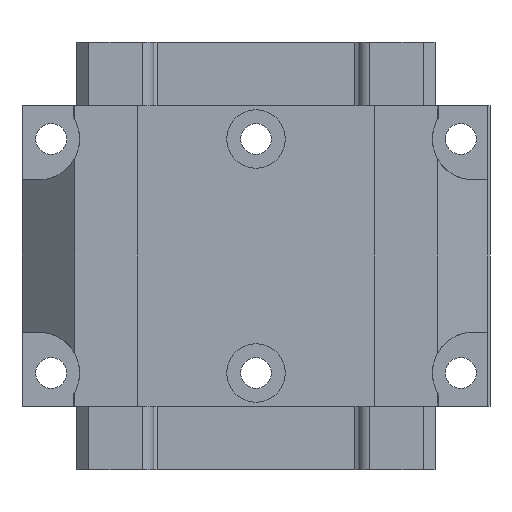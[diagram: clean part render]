
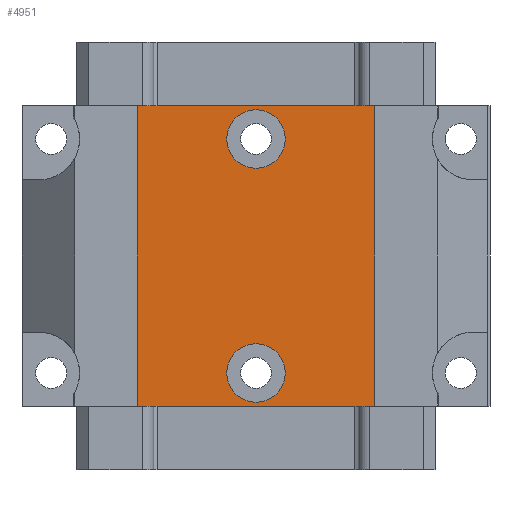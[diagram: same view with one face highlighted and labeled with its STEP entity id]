
A CAD part, front view. The second image highlights one B-rep face of the part: STEP entity #4951.
In plain terms, the highlighted planar face has unit normal (0, -1, 0).
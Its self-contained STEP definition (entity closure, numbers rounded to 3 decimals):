
#43 = DIRECTION ( 'NONE',  ( 0., 0., 1. ) ) ;
#234 = DIRECTION ( 'NONE',  ( 0., 0., 1. ) ) ;
#271 = EDGE_CURVE ( 'NONE', #2994, #748, #7566, .T. ) ;
#405 = CIRCLE ( 'NONE', #4888, 5. ) ;
#458 = DIRECTION ( 'NONE',  ( -1., 0., 0. ) ) ;
#476 = AXIS2_PLACEMENT_3D ( 'NONE', #5479, #2480, #43 ) ;
#674 = EDGE_LOOP ( 'NONE', ( #5106, #6219 ) ) ;
#699 = CARTESIAN_POINT ( 'NONE',  ( -20.3, -8., -25.65 ) ) ;
#748 = VERTEX_POINT ( 'NONE', #699 ) ;
#921 = CARTESIAN_POINT ( 'NONE',  ( 0., -8., -25. ) ) ;
#969 = DIRECTION ( 'NONE',  ( 0., 0., 1. ) ) ;
#1366 = ORIENTED_EDGE ( 'NONE', *, *, #1832, .F. ) ;
#1518 = DIRECTION ( 'NONE',  ( 0., -1., 0. ) ) ;
#1639 = VECTOR ( 'NONE', #2450, 1000. ) ;
#1649 = VECTOR ( 'NONE', #458, 1000. ) ;
#1825 = VERTEX_POINT ( 'NONE', #2816 ) ;
#1832 = EDGE_CURVE ( 'NONE', #6169, #1825, #405, .T. ) ;
#1841 = PLANE ( 'NONE',  #476 ) ;
#1933 = AXIS2_PLACEMENT_3D ( 'NONE', #4507, #1518, #234 ) ;
#2000 = DIRECTION ( 'NONE',  ( 0., -1., 0. ) ) ;
#2013 = VERTEX_POINT ( 'NONE', #2296 ) ;
#2077 = DIRECTION ( 'NONE',  ( 0., 0., 1. ) ) ;
#2221 = ORIENTED_EDGE ( 'NONE', *, *, #271, .F. ) ;
#2243 = CARTESIAN_POINT ( 'NONE',  ( 0., -8., 15. ) ) ;
#2250 = AXIS2_PLACEMENT_3D ( 'NONE', #6836, #2000, #6784 ) ;
#2296 = CARTESIAN_POINT ( 'NONE',  ( 20.3, -8., 25.65 ) ) ;
#2385 = CARTESIAN_POINT ( 'NONE',  ( 0., -8., 20. ) ) ;
#2450 = DIRECTION ( 'NONE',  ( 0., 0., -1. ) ) ;
#2480 = DIRECTION ( 'NONE',  ( 0., 1., 0. ) ) ;
#2816 = CARTESIAN_POINT ( 'NONE',  ( 0., -8., -15. ) ) ;
#2994 = VERTEX_POINT ( 'NONE', #3107 ) ;
#3005 = DIRECTION ( 'NONE',  ( 0., -1., 0. ) ) ;
#3107 = CARTESIAN_POINT ( 'NONE',  ( 20.3, -8., -25.65 ) ) ;
#3334 = CIRCLE ( 'NONE', #1933, 5. ) ;
#3435 = VECTOR ( 'NONE', #4898, 1000. ) ;
#3613 = VECTOR ( 'NONE', #2077, 1000. ) ;
#3729 = CARTESIAN_POINT ( 'NONE',  ( -20.3, -8., 25.65 ) ) ;
#3751 = VERTEX_POINT ( 'NONE', #4741 ) ;
#4081 = CARTESIAN_POINT ( 'NONE',  ( 20.3, -8., -25.65 ) ) ;
#4214 = DIRECTION ( 'NONE',  ( 0., 0., 1. ) ) ;
#4240 = EDGE_CURVE ( 'NONE', #3751, #6413, #6924, .T. ) ;
#4396 = EDGE_CURVE ( 'NONE', #5555, #2013, #5042, .T. ) ;
#4482 = CIRCLE ( 'NONE', #2250, 5. ) ;
#4507 = CARTESIAN_POINT ( 'NONE',  ( 0., -8., 20. ) ) ;
#4559 = EDGE_CURVE ( 'NONE', #1825, #6169, #4482, .T. ) ;
#4741 = CARTESIAN_POINT ( 'NONE',  ( 0., -8., 25. ) ) ;
#4858 = EDGE_CURVE ( 'NONE', #2013, #2994, #7194, .T. ) ;
#4888 = AXIS2_PLACEMENT_3D ( 'NONE', #7581, #6915, #969 ) ;
#4898 = DIRECTION ( 'NONE',  ( 1., 0., 0. ) ) ;
#4951 = ADVANCED_FACE ( 'NONE', ( #6251, #7097, #5803 ), #1841, .F. ) ;
#5042 = LINE ( 'NONE', #6067, #3435 ) ;
#5106 = ORIENTED_EDGE ( 'NONE', *, *, #4240, .F. ) ;
#5172 = EDGE_CURVE ( 'NONE', #6413, #3751, #3334, .T. ) ;
#5240 = EDGE_CURVE ( 'NONE', #748, #5555, #6159, .T. ) ;
#5479 = CARTESIAN_POINT ( 'NONE',  ( 20.3, -8., -30.78 ) ) ;
#5555 = VERTEX_POINT ( 'NONE', #3729 ) ;
#5749 = ORIENTED_EDGE ( 'NONE', *, *, #4858, .F. ) ;
#5803 = FACE_OUTER_BOUND ( 'NONE', #6435, .T. ) ;
#5813 = ORIENTED_EDGE ( 'NONE', *, *, #4559, .F. ) ;
#5882 = EDGE_LOOP ( 'NONE', ( #5813, #1366 ) ) ;
#6011 = CARTESIAN_POINT ( 'NONE',  ( 20.3, -8., -30.78 ) ) ;
#6067 = CARTESIAN_POINT ( 'NONE',  ( 20.3, -8., 25.65 ) ) ;
#6120 = AXIS2_PLACEMENT_3D ( 'NONE', #2385, #3005, #4214 ) ;
#6159 = LINE ( 'NONE', #6274, #3613 ) ;
#6169 = VERTEX_POINT ( 'NONE', #921 ) ;
#6219 = ORIENTED_EDGE ( 'NONE', *, *, #5172, .F. ) ;
#6251 = FACE_BOUND ( 'NONE', #674, .T. ) ;
#6274 = CARTESIAN_POINT ( 'NONE',  ( -20.3, -8., -30.78 ) ) ;
#6413 = VERTEX_POINT ( 'NONE', #2243 ) ;
#6435 = EDGE_LOOP ( 'NONE', ( #6965, #6746, #2221, #5749 ) ) ;
#6746 = ORIENTED_EDGE ( 'NONE', *, *, #5240, .F. ) ;
#6784 = DIRECTION ( 'NONE',  ( 0., 0., 1. ) ) ;
#6836 = CARTESIAN_POINT ( 'NONE',  ( 0., -8., -20. ) ) ;
#6915 = DIRECTION ( 'NONE',  ( 0., -1., 0. ) ) ;
#6924 = CIRCLE ( 'NONE', #6120, 5. ) ;
#6965 = ORIENTED_EDGE ( 'NONE', *, *, #4396, .F. ) ;
#7097 = FACE_BOUND ( 'NONE', #5882, .T. ) ;
#7194 = LINE ( 'NONE', #6011, #1639 ) ;
#7566 = LINE ( 'NONE', #4081, #1649 ) ;
#7581 = CARTESIAN_POINT ( 'NONE',  ( 0., -8., -20. ) ) ;
